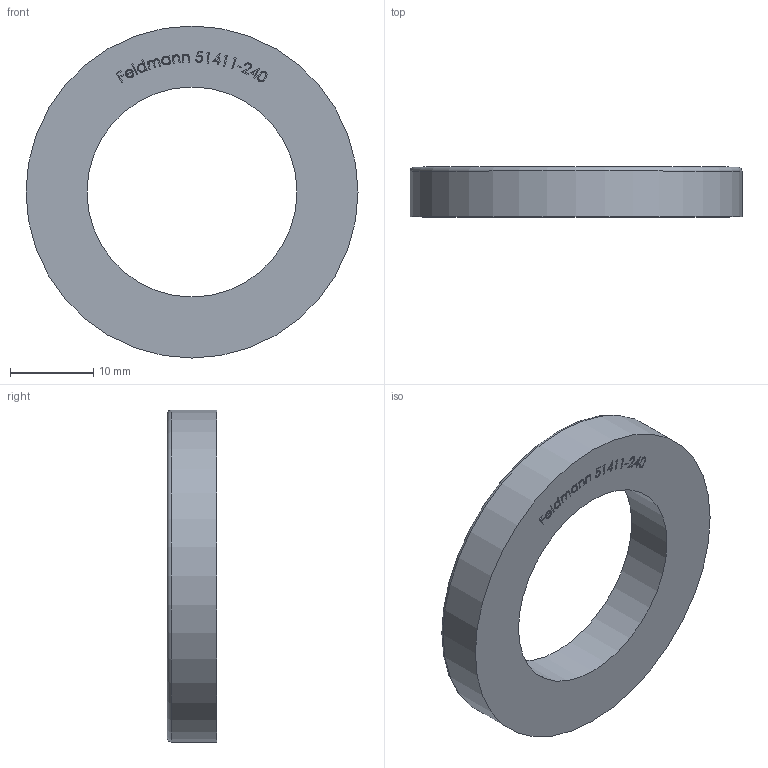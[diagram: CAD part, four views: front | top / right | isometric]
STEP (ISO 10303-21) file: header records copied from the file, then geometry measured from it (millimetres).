
FILE_DESCRIPTION (( 'STEP AP203' ), '1' );
FILE_NAME ('51411-240.step', '2021-11-26T07:09:55', ( '' ), ( '' ), 'SwSTEP 2.0', 'SolidWorks 2018', '' );
FILE_SCHEMA (( 'CONFIG_CONTROL_DESIGN' ));
Length unit declared in the file: millimetre
Products named in the file (2): 51411-240
Bounding box: 40 x 6 x 40 mm (x, y, z)
Volume: 4516.2 mm3; surface area: 2720.5 mm2
Topology: 1 solids, 1 shells, 213 faces, 563 edges, 375 vertices
Faces by surface type: plane 139, bspline 71, cylinder 2, torus 1
Full cylindrical faces by diameter (mm): 25.3 x1, 40 x1
Entity records: 10468 total; most frequent: CARTESIAN_POINT 5517, ORIENTED_EDGE 1120, DIRECTION 711, EDGE_CURVE 560, LINE 413, VECTOR 413, VERTEX_POINT 375, EDGE_LOOP 241
